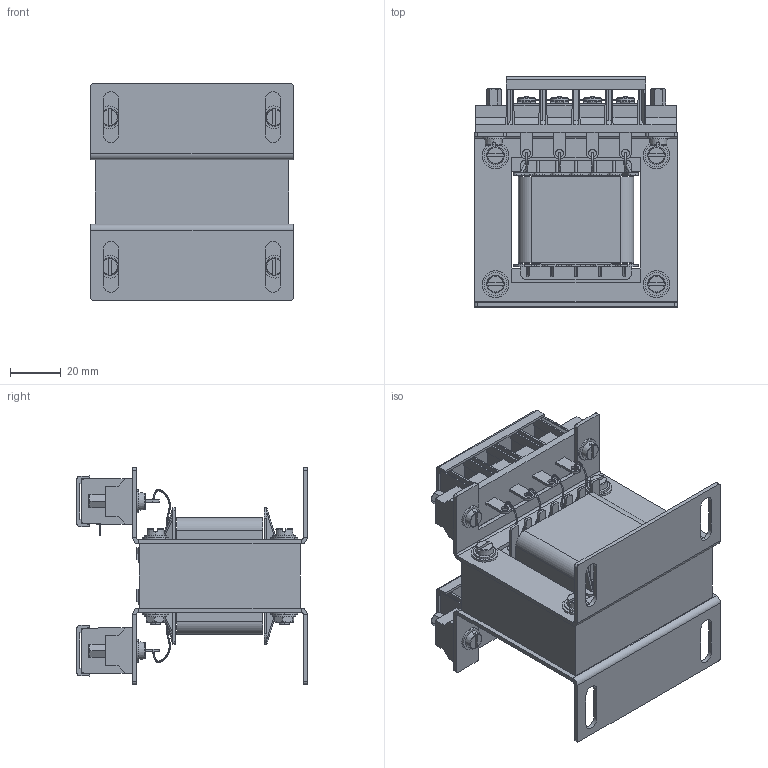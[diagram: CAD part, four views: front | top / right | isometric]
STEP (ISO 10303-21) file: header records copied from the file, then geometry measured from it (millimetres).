
FILE_DESCRIPTION (( 'STEP AP214' ), '1' );
FILE_NAME ('9501 STEP.STEP', '2025-04-12T04:49:37', ( '' ), ( '' ), 'SwSTEP 2.0', 'SolidWorks 2022', '' );
FILE_SCHEMA (( 'AUTOMOTIVE_DESIGN' ));
Length unit declared in the file: millimetre
Products named in the file (1): 9501 STEP
Bounding box: 80 x 90.8 x 85.4 mm (x, y, z)
Volume: 203341.8 mm3; surface area: 114286.2 mm2
Topology: 59 solids, 59 shells, 2720 faces, 6856 edges, 4268 vertices
Faces by surface type: plane 1598, cylinder 642, bspline 208, torus 144, cone 128
Entity records: 122838 total; most frequent: CARTESIAN_POINT 29135, ORIENTED_EDGE 13648, DIRECTION 12070, EDGE_CURVE 6824, VERTEX_POINT 4268, LINE 4228, VECTOR 4228, AXIS2_PLACEMENT_3D 3921
